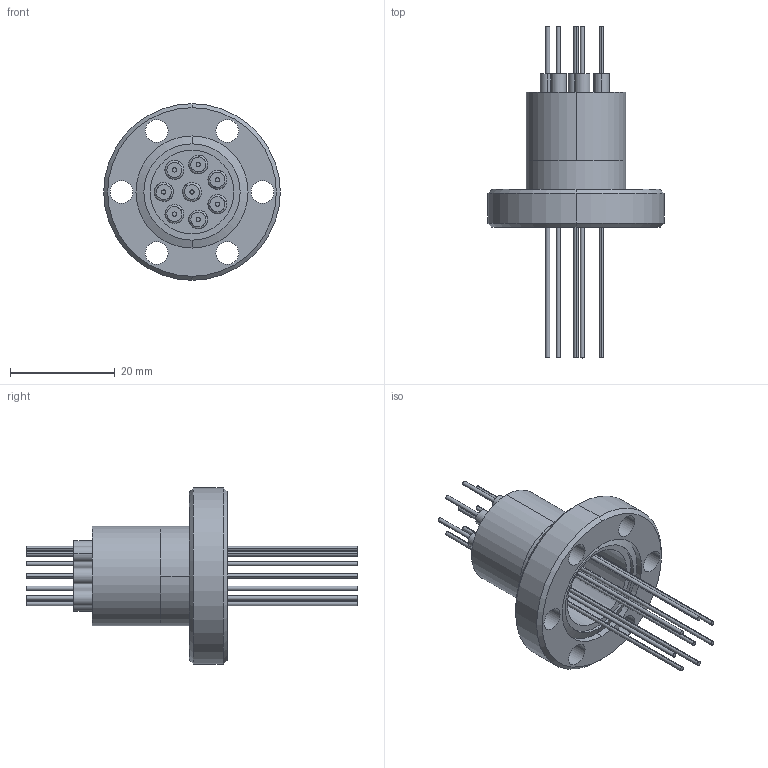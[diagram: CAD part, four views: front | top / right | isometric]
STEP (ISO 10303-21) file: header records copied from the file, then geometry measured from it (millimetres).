
FILE_DESCRIPTION (( 'STEP AP203' ), '1' );
FILE_NAME ('A0266-1-CF.STEP', '2013-05-13T12:00:30', ( '' ), ( '' ), 'SwSTEP 2.0', 'SolidWorks 2012', '' );
FILE_SCHEMA (( 'CONFIG_CONTROL_DESIGN' ));
Length unit declared in the file: inch
Products named in the file (1): A0266-1-CF
Bounding box: 33.78 x 63.5 x 33.78 mm (x, y, z)
Volume: 6389.7 mm3; surface area: 7831.2 mm2
Topology: 1 solids, 9 shells, 234 faces, 500 edges, 322 vertices
Faces by surface type: cylinder 140, plane 56, cone 22, bspline 16
Entity records: 6749 total; most frequent: CARTESIAN_POINT 1345, DIRECTION 1244, ORIENTED_EDGE 1000, AXIS2_PLACEMENT_3D 541, EDGE_CURVE 500, CIRCLE 322, VERTEX_POINT 322, EDGE_LOOP 300
